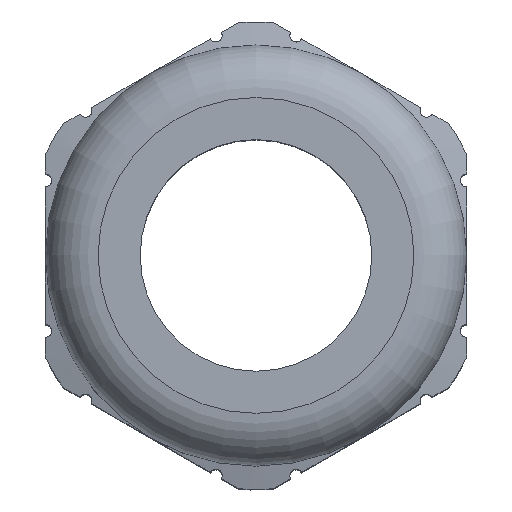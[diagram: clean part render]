
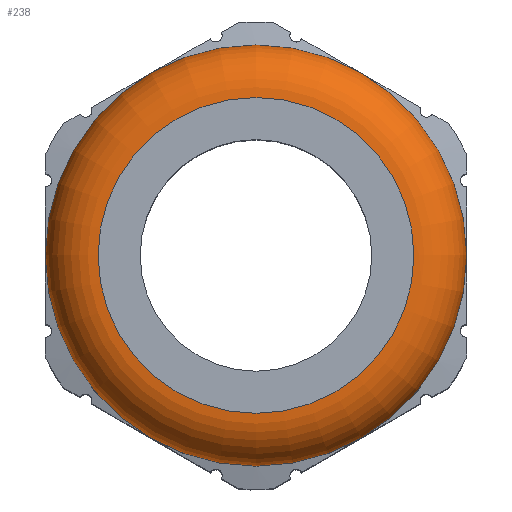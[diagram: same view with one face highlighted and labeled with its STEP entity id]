
A CAD part, top view. The second image highlights one B-rep face of the part: STEP entity #238.
In plain terms, the highlighted toroidal (fillet/blend) face has major radius 7.5 mm and minor radius 2.5 mm.
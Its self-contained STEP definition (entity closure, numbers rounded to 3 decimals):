
#86 = EDGE_LOOP ( 'NONE', ( #1759 ) ) ;
#238 = ADVANCED_FACE ( 'NONE', ( #3896, #2103 ), #3791, .T. ) ;
#424 = AXIS2_PLACEMENT_3D ( 'NONE', #1085, #916, #1079 ) ;
#505 = EDGE_LOOP ( 'NONE', ( #3083 ) ) ;
#916 = DIRECTION ( 'NONE',  ( 0., 0., 1. ) ) ;
#1014 = VERTEX_POINT ( 'NONE', #1296 ) ;
#1079 = DIRECTION ( 'NONE',  ( 1., 0., 0. ) ) ;
#1085 = CARTESIAN_POINT ( 'NONE',  ( 0., 0., -2.5 ) ) ;
#1132 = CIRCLE ( 'NONE', #2415, 7.5 ) ;
#1154 = CIRCLE ( 'NONE', #2168, 10. ) ;
#1296 = CARTESIAN_POINT ( 'NONE',  ( 7.5, 0., 0. ) ) ;
#1297 = CARTESIAN_POINT ( 'NONE',  ( 10., 0., -2.5 ) ) ;
#1759 = ORIENTED_EDGE ( 'NONE', *, *, #2826, .F. ) ;
#2103 = FACE_OUTER_BOUND ( 'NONE', #505, .T. ) ;
#2168 = AXIS2_PLACEMENT_3D ( 'NONE', #2331, #2323, #2318 ) ;
#2296 = DIRECTION ( 'NONE',  ( 1., 0., 0. ) ) ;
#2298 = DIRECTION ( 'NONE',  ( 0., 0., 1. ) ) ;
#2302 = CARTESIAN_POINT ( 'NONE',  ( 0., 0., 0. ) ) ;
#2318 = DIRECTION ( 'NONE',  ( 1., 0., 0. ) ) ;
#2323 = DIRECTION ( 'NONE',  ( 0., 0., 1. ) ) ;
#2331 = CARTESIAN_POINT ( 'NONE',  ( 0., 0., -2.5 ) ) ;
#2415 = AXIS2_PLACEMENT_3D ( 'NONE', #2302, #2298, #2296 ) ;
#2825 = EDGE_CURVE ( 'NONE', #3774, #3774, #1154, .T. ) ;
#2826 = EDGE_CURVE ( 'NONE', #1014, #1014, #1132, .T. ) ;
#3083 = ORIENTED_EDGE ( 'NONE', *, *, #2825, .T. ) ;
#3774 = VERTEX_POINT ( 'NONE', #1297 ) ;
#3791 = TOROIDAL_SURFACE ( 'NONE', #424, 7.5, 2.5 ) ;
#3896 = FACE_OUTER_BOUND ( 'NONE', #86, .T. ) ;
